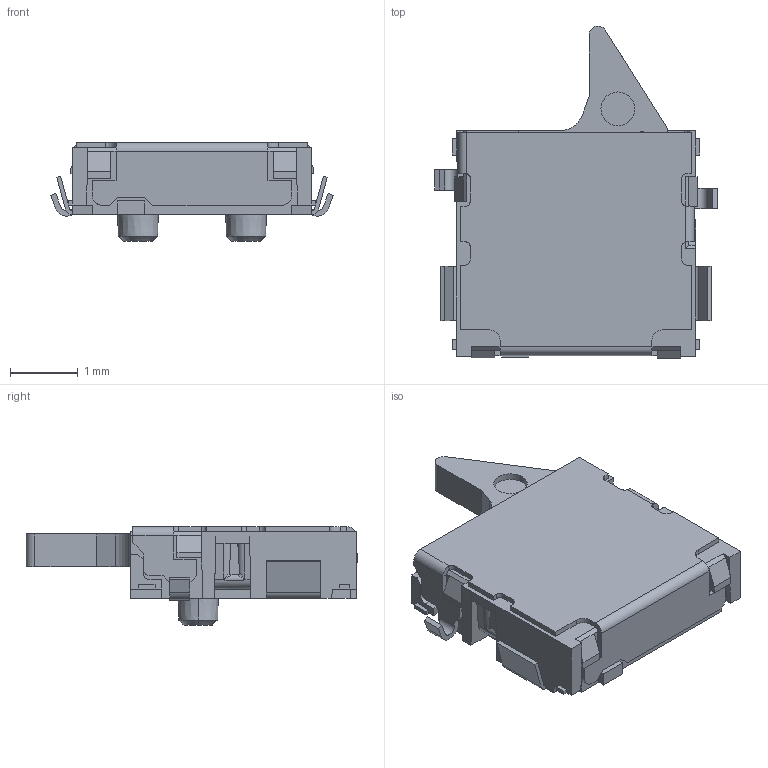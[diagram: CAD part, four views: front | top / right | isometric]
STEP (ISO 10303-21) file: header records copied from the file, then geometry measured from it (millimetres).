
FILE_DESCRIPTION (( 'STEP AP214' ), '1' );
FILE_NAME ('SPVS310100.STEP', '2012-08-05T22:26:37', ( '' ), ( '' ), 'SwSTEP 2.0', 'SolidWorks 2010', '' );
FILE_SCHEMA (( 'AUTOMOTIVE_DESIGN' ));
Length unit declared in the file: millimetre
Products named in the file (1): SPVS310100
Bounding box: 4.18 x 4.92 x 1.47 mm (x, y, z)
Volume: 12.3 mm3; surface area: 61.3 mm2
Topology: 1 solids, 6 shells, 412 faces, 1105 edges, 710 vertices
Faces by surface type: plane 292, cylinder 78, cone 24, bspline 12, torus 4, sphere 2
Entity records: 17699 total; most frequent: CARTESIAN_POINT 2928, ORIENTED_EDGE 2210, DIRECTION 2013, EDGE_CURVE 1105, LINE 823, VECTOR 823, VERTEX_POINT 710, AXIS2_PLACEMENT_3D 595
